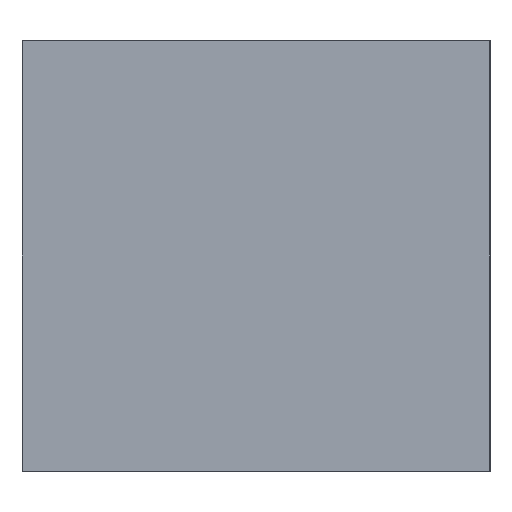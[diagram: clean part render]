
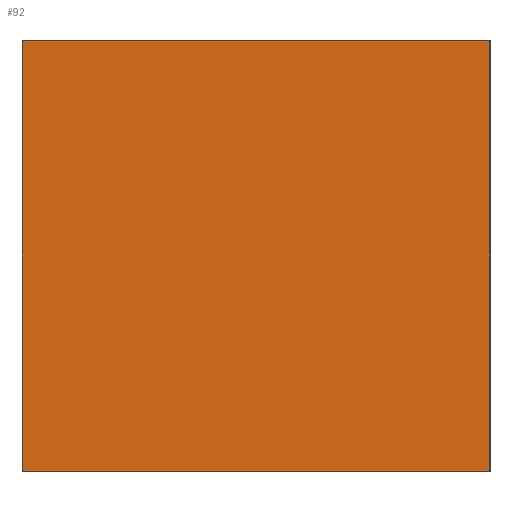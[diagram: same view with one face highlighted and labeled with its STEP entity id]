
A CAD part, left-side view. The second image highlights one B-rep face of the part: STEP entity #92.
In plain terms, the highlighted planar face has unit normal (-1, 0, 0).
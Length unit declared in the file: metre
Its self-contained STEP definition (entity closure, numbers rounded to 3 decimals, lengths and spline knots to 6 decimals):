
#92 = ADVANCED_FACE( '', ( #194 ), #195, .T. );
#194 = FACE_OUTER_BOUND( '', #295, .T. );
#195 = PLANE( '', #296 );
#295 = EDGE_LOOP( '', ( #488, #489, #490, #491 ) );
#296 = AXIS2_PLACEMENT_3D( '', #492, #493, #494 );
#488 = ORIENTED_EDGE( '', *, *, #605, .T. );
#489 = ORIENTED_EDGE( '', *, *, #624, .F. );
#490 = ORIENTED_EDGE( '', *, *, #647, .F. );
#491 = ORIENTED_EDGE( '', *, *, #585, .T. );
#492 = CARTESIAN_POINT( '', ( -0.0175, 0., -0.003 ) );
#493 = DIRECTION( '', ( -1., 0., 0. ) );
#494 = DIRECTION( '', ( 0., 0., 1. ) );
#585 = EDGE_CURVE( '', #694, #695, #696, .T. );
#605 = EDGE_CURVE( '', #695, #725, #727, .T. );
#624 = EDGE_CURVE( '', #757, #725, #758, .T. );
#647 = EDGE_CURVE( '', #694, #757, #788, .T. );
#694 = VERTEX_POINT( '', #846 );
#695 = VERTEX_POINT( '', #847 );
#696 = LINE( '', #848, #849 );
#725 = VERTEX_POINT( '', #891 );
#727 = LINE( '', #894, #895 );
#757 = VERTEX_POINT( '', #939 );
#758 = LINE( '', #940, #941 );
#788 = LINE( '', #982, #983 );
#846 = CARTESIAN_POINT( '', ( -0.0175, 0.0125, -0.003 ) );
#847 = CARTESIAN_POINT( '', ( -0.0175, -0.0125, -0.003 ) );
#848 = CARTESIAN_POINT( '', ( -0.0175, 0., -0.003 ) );
#849 = VECTOR( '', #1035, 1. );
#891 = CARTESIAN_POINT( '', ( -0.0175, -0.0125, 0.02 ) );
#894 = CARTESIAN_POINT( '', ( -0.0175, -0.0125, -0.003 ) );
#895 = VECTOR( '', #1050, 1. );
#939 = CARTESIAN_POINT( '', ( -0.0175, 0.0125, 0.02 ) );
#940 = CARTESIAN_POINT( '', ( -0.0175, 0., 0.02 ) );
#941 = VECTOR( '', #1068, 1. );
#982 = CARTESIAN_POINT( '', ( -0.0175, 0.0125, -0.003 ) );
#983 = VECTOR( '', #1086, 1. );
#1035 = DIRECTION( '', ( 0., -1., 0. ) );
#1050 = DIRECTION( '', ( 0., 0., 1. ) );
#1068 = DIRECTION( '', ( 0., -1., 0. ) );
#1086 = DIRECTION( '', ( 0., 0., 1. ) );
